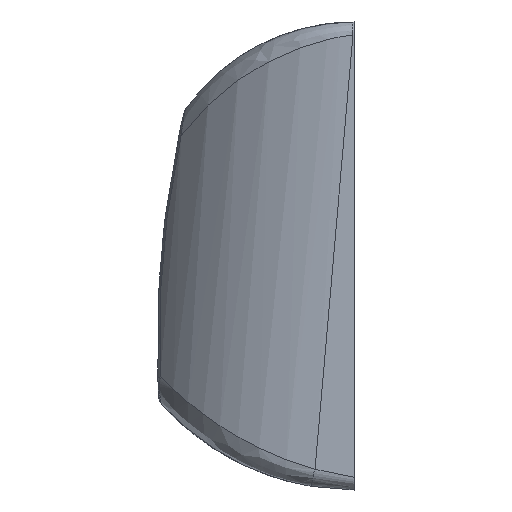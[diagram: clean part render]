
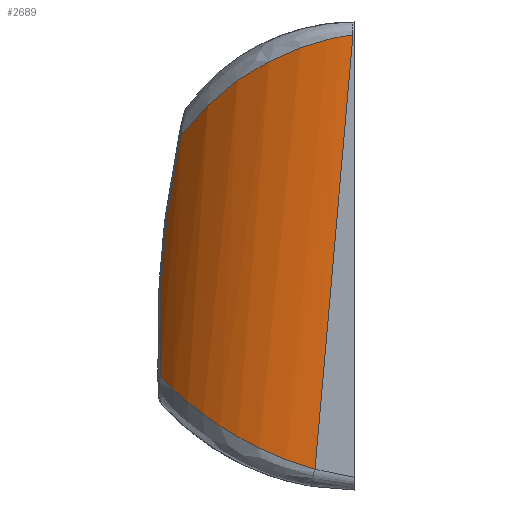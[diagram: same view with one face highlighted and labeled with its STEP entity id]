
A CAD part, left-side view. The second image highlights one B-rep face of the part: STEP entity #2689.
In plain terms, the highlighted cylindrical face has radius 7.764 mm (diameter 15.528 mm), a partial arc.
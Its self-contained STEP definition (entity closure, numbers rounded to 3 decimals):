
#454 = DIRECTION ( 'NONE',  ( -1., 0., 0. ) ) ;
#459 = CARTESIAN_POINT ( 'NONE',  ( -25.108, 7.647, 4.465 ) ) ;
#625 = CARTESIAN_POINT ( 'NONE',  ( -28.475, 0.044, 17.944 ) ) ;
#651 = CARTESIAN_POINT ( 'NONE',  ( -25.269, 6.689, 14.146 ) ) ;
#854 = CARTESIAN_POINT ( 'NONE',  ( -25.103, 6.819, 13.966 ) ) ;
#878 = CARTESIAN_POINT ( 'NONE',  ( -28.475, 0.044, 17.944 ) ) ;
#909 = VERTEX_POINT ( 'NONE', #4748 ) ;
#939 = CARTESIAN_POINT ( 'NONE',  ( -24.428, 7.665, 9.018 ) ) ;
#1081 = CARTESIAN_POINT ( 'NONE',  ( -25.108, 7.647, 4.465 ) ) ;
#1252 = EDGE_CURVE ( 'NONE', #909, #3397, #1305, .T. ) ;
#1272 = CARTESIAN_POINT ( 'NONE',  ( -24.854, 7.704, 5.817 ) ) ;
#1305 = B_SPLINE_CURVE_WITH_KNOTS ( 'NONE', 3,
 ( #459, #1272, #939, #5491, #854 ),
 .UNSPECIFIED., .F., .F.,
 ( 4, 1, 4 ),
 ( 0., 0.429, 1. ),
 .UNSPECIFIED. ) ;
#1584 = CARTESIAN_POINT ( 'NONE',  ( -26.643, 6.535, 3.396 ) ) ;
#1590 = EDGE_CURVE ( 'NONE', #2497, #1984, #4376, .T. ) ;
#1826 = CARTESIAN_POINT ( 'NONE',  ( -20.711, 0.354, 14.398 ) ) ;
#1984 = VERTEX_POINT ( 'NONE', #4464 ) ;
#2024 = AXIS2_PLACEMENT_3D ( 'NONE', #1826, #3049, #454 ) ;
#2224 = FACE_OUTER_BOUND ( 'NONE', #2589, .T. ) ;
#2272 = EDGE_CURVE ( 'NONE', #3397, #2497, #4356, .T. ) ;
#2358 = CARTESIAN_POINT ( 'NONE',  ( -26.546, 5.543, 15.502 ) ) ;
#2365 = CARTESIAN_POINT ( 'NONE',  ( -28.475, 1.543, 0.817 ) ) ;
#2419 = ORIENTED_EDGE ( 'NONE', *, *, #3619, .F. ) ;
#2497 = VERTEX_POINT ( 'NONE', #878 ) ;
#2502 = ORIENTED_EDGE ( 'NONE', *, *, #1590, .F. ) ;
#2589 = EDGE_LOOP ( 'NONE', ( #2942, #2419, #2502, #3038 ) ) ;
#2689 = ADVANCED_FACE ( 'NONE', ( #2224 ), #3024, .T. ) ;
#2834 = CARTESIAN_POINT ( 'NONE',  ( -28.017, 4.777, 2.022 ) ) ;
#2942 = ORIENTED_EDGE ( 'NONE', *, *, #1252, .F. ) ;
#3024 = CYLINDRICAL_SURFACE ( 'NONE', #2024, 7.764 ) ;
#3038 = ORIENTED_EDGE ( 'NONE', *, *, #2272, .F. ) ;
#3049 = DIRECTION ( 'NONE',  ( 0., -0.087, 0.996 ) ) ;
#3134 = CARTESIAN_POINT ( 'NONE',  ( -27.953, 3.641, 17.01 ) ) ;
#3254 = VECTOR ( 'NONE', #4701, 1000. ) ;
#3397 = VERTEX_POINT ( 'NONE', #5139 ) ;
#3619 = EDGE_CURVE ( 'NONE', #1984, #909, #4349, .T. ) ;
#3747 = CARTESIAN_POINT ( 'NONE',  ( -28.475, 2.481, 1.074 ) ) ;
#4139 = CARTESIAN_POINT ( 'NONE',  ( -25.406, 7.451, 4.27 ) ) ;
#4349 = B_SPLINE_CURVE_WITH_KNOTS ( 'NONE', 3,
 ( #2365, #3747, #2834, #1584, #4139, #4492, #1081 ),
 .UNSPECIFIED., .F., .F.,
 ( 4, 1, 2, 4 ),
 ( 0., 0.371, 0.929, 1. ),
 .UNSPECIFIED. ) ;
#4356 = B_SPLINE_CURVE_WITH_KNOTS ( 'NONE', 3,
 ( #4437, #651, #4819, #2358, #3134, #4795, #625 ),
 .UNSPECIFIED., .F., .F.,
 ( 4, 2, 1, 4 ),
 ( 0., 0.092, 0.637, 1. ),
 .UNSPECIFIED. ) ;
#4376 = LINE ( 'NONE', #5224, #3254 ) ;
#4437 = CARTESIAN_POINT ( 'NONE',  ( -25.103, 6.819, 13.966 ) ) ;
#4464 = CARTESIAN_POINT ( 'NONE',  ( -28.475, 1.543, 0.817 ) ) ;
#4492 = CARTESIAN_POINT ( 'NONE',  ( -25.26, 7.551, 4.368 ) ) ;
#4701 = DIRECTION ( 'NONE',  ( 0., 0.087, -0.996 ) ) ;
#4748 = CARTESIAN_POINT ( 'NONE',  ( -25.108, 7.647, 4.465 ) ) ;
#4795 = CARTESIAN_POINT ( 'NONE',  ( -28.475, 1.082, 17.811 ) ) ;
#4819 = CARTESIAN_POINT ( 'NONE',  ( -25.433, 6.551, 14.321 ) ) ;
#5139 = CARTESIAN_POINT ( 'NONE',  ( -25.103, 6.819, 13.966 ) ) ;
#5224 = CARTESIAN_POINT ( 'NONE',  ( -28.475, 0.354, 14.398 ) ) ;
#5491 = CARTESIAN_POINT ( 'NONE',  ( -24.765, 7.206, 12.203 ) ) ;
